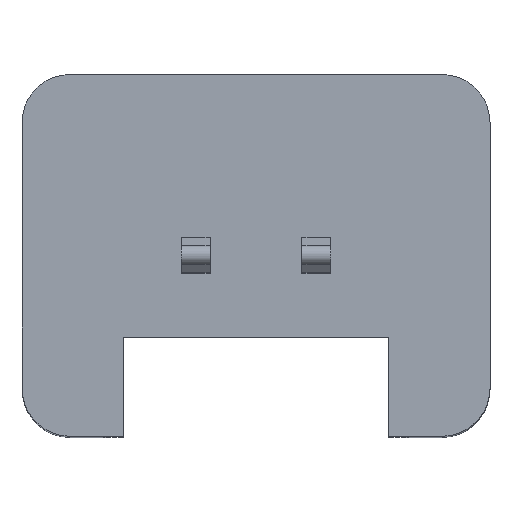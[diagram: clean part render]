
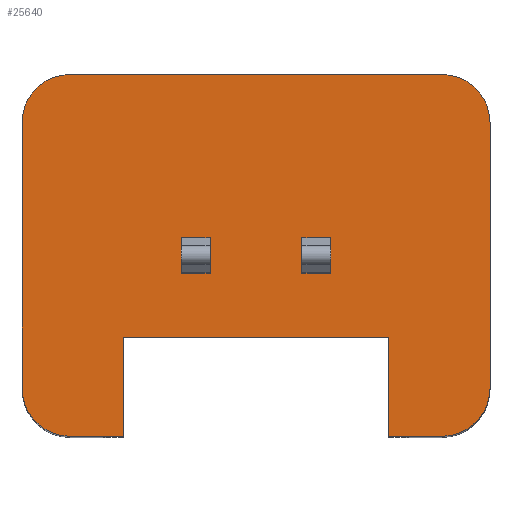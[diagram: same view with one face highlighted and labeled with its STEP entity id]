
A CAD part, top view. The second image highlights one B-rep face of the part: STEP entity #25640.
In plain terms, the highlighted planar face has unit normal (0, 0, 1).
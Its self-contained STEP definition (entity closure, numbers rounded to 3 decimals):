
#100=CARTESIAN_POINT('',(2.078,25.885,14.2));
#110=VERTEX_POINT('',#100);
#370=CARTESIAN_POINT('',(0.978,25.885,14.2));
#380=VERTEX_POINT('',#370);
#410=CARTESIAN_POINT('',(0.,25.885,14.2));
#420=DIRECTION('',(-1.,0.,0.));
#430=VECTOR('',#420,1.);
#440=LINE('',#410,#430);
#450=EDGE_CURVE('',#110,#380,#440,.T.);
#770=CARTESIAN_POINT('',(9.678,26.885,14.2));
#780=VERTEX_POINT('',#770);
#810=CARTESIAN_POINT('',(9.678,0.,14.2));
#820=DIRECTION('',(0.,1.,0.));
#830=VECTOR('',#820,1.);
#840=LINE('',#810,#830);
#850=CARTESIAN_POINT('',(9.678,32.385,14.2));
#860=VERTEX_POINT('',#850);
#870=EDGE_CURVE('',#780,#860,#840,.T.);
#1430=CARTESIAN_POINT('',(8.678,32.385,14.2));
#1440=DIRECTION('',(0.,0.,-1.));
#1450=DIRECTION('',(-1.,0.,0.));
#1460=AXIS2_PLACEMENT_3D('',#1430,#1440,#1450);
#1470=CIRCLE('',#1460,1.);
#1480=CARTESIAN_POINT('',(8.678,33.385,14.2));
#1490=VERTEX_POINT('',#1480);
#1500=EDGE_CURVE('',#1490,#860,#1470,.T.);
#1720=CARTESIAN_POINT('',(7.578,25.885,14.2));
#1730=VERTEX_POINT('',#1720);
#2040=CARTESIAN_POINT('',(7.578,27.935,14.2));
#2050=VERTEX_POINT('',#2040);
#2080=CARTESIAN_POINT('',(7.578,0.,14.2));
#2090=DIRECTION('',(0.,1.,0.));
#2100=VECTOR('',#2090,1.);
#2110=LINE('',#2080,#2100);
#2120=EDGE_CURVE('',#1730,#2050,#2110,.T.);
#2230=CARTESIAN_POINT('',(2.078,0.,14.2));
#2240=DIRECTION('',(0.,-1.,0.));
#2250=VECTOR('',#2240,1.);
#2260=LINE('',#2230,#2250);
#2270=CARTESIAN_POINT('',(2.078,27.935,14.2));
#2280=VERTEX_POINT('',#2270);
#2290=EDGE_CURVE('',#2280,#110,#2260,.T.);
#2830=CARTESIAN_POINT('',(3.278,29.27,14.2));
#2840=VERTEX_POINT('',#2830);
#2870=CARTESIAN_POINT('',(3.278,0.,14.2));
#2880=DIRECTION('',(0.,-1.,0.));
#2890=VECTOR('',#2880,1.);
#2900=LINE('',#2870,#2890);
#2910=CARTESIAN_POINT('',(3.278,30.,14.2));
#2920=VERTEX_POINT('',#2910);
#2930=EDGE_CURVE('',#2920,#2840,#2900,.T.);
#3850=CARTESIAN_POINT('',(3.878,29.27,14.2));
#3860=VERTEX_POINT('',#3850);
#3890=CARTESIAN_POINT('',(0.,29.27,14.2));
#3900=DIRECTION('',(1.,0.,0.));
#3910=VECTOR('',#3900,1.);
#3920=LINE('',#3890,#3910);
#3930=EDGE_CURVE('',#2840,#3860,#3920,.T.);
#4100=CARTESIAN_POINT('',(0.,30.,14.2));
#4110=DIRECTION('',(-1.,0.,0.));
#4120=VECTOR('',#4110,1.);
#4130=LINE('',#4100,#4120);
#4140=CARTESIAN_POINT('',(3.878,30.,14.2));
#4150=VERTEX_POINT('',#4140);
#4160=EDGE_CURVE('',#4150,#2920,#4130,.T.);
#4720=CARTESIAN_POINT('',(3.878,0.,14.2));
#4730=DIRECTION('',(0.,1.,0.));
#4740=VECTOR('',#4730,1.);
#4750=LINE('',#4720,#4740);
#4760=EDGE_CURVE('',#3860,#4150,#4750,.T.);
#7290=CARTESIAN_POINT('',(5.778,29.27,14.2));
#7300=VERTEX_POINT('',#7290);
#7380=CARTESIAN_POINT('',(6.378,29.27,14.2));
#7390=VERTEX_POINT('',#7380);
#7420=CARTESIAN_POINT('',(0.,29.27,14.2));
#7430=DIRECTION('',(1.,0.,0.));
#7440=VECTOR('',#7430,1.);
#7450=LINE('',#7420,#7440);
#7460=EDGE_CURVE('',#7300,#7390,#7450,.T.);
#7650=CARTESIAN_POINT('',(5.778,0.,14.2));
#7660=DIRECTION('',(0.,-1.,0.));
#7670=VECTOR('',#7660,1.);
#7680=LINE('',#7650,#7670);
#7690=CARTESIAN_POINT('',(5.778,30.,14.2));
#7700=VERTEX_POINT('',#7690);
#7710=EDGE_CURVE('',#7700,#7300,#7680,.T.);
#7970=CARTESIAN_POINT('',(0.,30.,14.2));
#7980=DIRECTION('',(-1.,0.,0.));
#7990=VECTOR('',#7980,1.);
#8000=LINE('',#7970,#7990);
#8010=CARTESIAN_POINT('',(6.378,30.,14.2));
#8020=VERTEX_POINT('',#8010);
#8030=EDGE_CURVE('',#8020,#7700,#8000,.T.);
#8320=CARTESIAN_POINT('',(6.378,0.,14.2));
#8330=DIRECTION('',(0.,1.,0.));
#8340=VECTOR('',#8330,1.);
#8350=LINE('',#8320,#8340);
#8360=EDGE_CURVE('',#7390,#8020,#8350,.T.);
#9120=CARTESIAN_POINT('',(0.978,32.385,14.2));
#9130=DIRECTION('',(0.,0.,-1.));
#9140=DIRECTION('',(-1.,0.,0.));
#9150=AXIS2_PLACEMENT_3D('',#9120,#9130,#9140);
#9160=CIRCLE('',#9150,1.);
#9170=CARTESIAN_POINT('',(-0.022,32.385,14.2));
#9180=VERTEX_POINT('',#9170);
#9190=CARTESIAN_POINT('',(0.978,33.385,14.2));
#9200=VERTEX_POINT('',#9190);
#9210=EDGE_CURVE('',#9180,#9200,#9160,.T.);
#12000=CARTESIAN_POINT('',(0.,33.385,14.2));
#12010=DIRECTION('',(1.,0.,0.));
#12020=VECTOR('',#12010,1.);
#12030=LINE('',#12000,#12020);
#12040=EDGE_CURVE('',#9200,#1490,#12030,.T.);
#22760=CARTESIAN_POINT('',(8.678,25.885,14.2));
#22770=VERTEX_POINT('',#22760);
#22900=CARTESIAN_POINT('',(0.,25.885,14.2));
#22910=DIRECTION('',(1.,0.,0.));
#22920=VECTOR('',#22910,1.);
#22930=LINE('',#22900,#22920);
#22940=EDGE_CURVE('',#1730,#22770,#22930,.T.);
#24010=CARTESIAN_POINT('',(0.,27.935,14.2));
#24020=DIRECTION('',(-1.,0.,0.));
#24030=VECTOR('',#24020,1.);
#24040=LINE('',#24010,#24030);
#24050=EDGE_CURVE('',#2050,#2280,#24040,.T.);
#24200=CARTESIAN_POINT('',(-0.022,26.885,14.2));
#24210=VERTEX_POINT('',#24200);
#24240=CARTESIAN_POINT('',(0.978,26.885,14.2));
#24250=DIRECTION('',(0.,0.,-1.));
#24260=DIRECTION('',(-1.,0.,0.));
#24270=AXIS2_PLACEMENT_3D('',#24240,#24250,#24260);
#24280=CIRCLE('',#24270,1.);
#24290=EDGE_CURVE('',#380,#24210,#24280,.T.);
#25170=CARTESIAN_POINT('',(8.678,26.885,14.2));
#25180=DIRECTION('',(0.,0.,-1.));
#25190=DIRECTION('',(-1.,0.,0.));
#25200=AXIS2_PLACEMENT_3D('',#25170,#25180,#25190);
#25210=CIRCLE('',#25200,1.);
#25220=EDGE_CURVE('',#780,#22770,#25210,.T.);
#25280=CARTESIAN_POINT('',(9.776,32.353,14.2));
#25290=DIRECTION('',(0.,0.,1.));
#25300=DIRECTION('',(1.,0.,0.));
#25310=AXIS2_PLACEMENT_3D('',#25280,#25290,#25300);
#25320=PLANE('',#25310);
#25330=ORIENTED_EDGE('',*,*,#24050,.F.);
#25340=ORIENTED_EDGE('',*,*,#2290,.F.);
#25350=ORIENTED_EDGE('',*,*,#450,.F.);
#25360=ORIENTED_EDGE('',*,*,#24290,.F.);
#25370=CARTESIAN_POINT('',(-0.022,0.,14.2));
#25380=DIRECTION('',(0.,-1.,0.));
#25390=VECTOR('',#25380,1.);
#25400=LINE('',#25370,#25390);
#25410=EDGE_CURVE('',#9180,#24210,#25400,.T.);
#25420=ORIENTED_EDGE('',*,*,#25410,.T.);
#25430=ORIENTED_EDGE('',*,*,#9210,.F.);
#25440=ORIENTED_EDGE('',*,*,#12040,.F.);
#25450=ORIENTED_EDGE('',*,*,#1500,.F.);
#25460=ORIENTED_EDGE('',*,*,#870,.T.);
#25470=ORIENTED_EDGE('',*,*,#25220,.F.);
#25480=ORIENTED_EDGE('',*,*,#22940,.T.);
#25490=ORIENTED_EDGE('',*,*,#2120,.F.);
#25500=EDGE_LOOP('',(#25490,#25480,#25470,#25460,#25450,#25440,#25430,
#25420,#25360,#25350,#25340,#25330));
#25510=FACE_OUTER_BOUND('',#25500,.T.);
#25520=ORIENTED_EDGE('',*,*,#2930,.F.);
#25530=ORIENTED_EDGE('',*,*,#3930,.F.);
#25540=ORIENTED_EDGE('',*,*,#4760,.F.);
#25550=ORIENTED_EDGE('',*,*,#4160,.F.);
#25560=EDGE_LOOP('',(#25550,#25540,#25530,#25520));
#25570=FACE_BOUND('',#25560,.T.);
#25580=ORIENTED_EDGE('',*,*,#8360,.F.);
#25590=ORIENTED_EDGE('',*,*,#8030,.F.);
#25600=ORIENTED_EDGE('',*,*,#7710,.F.);
#25610=ORIENTED_EDGE('',*,*,#7460,.F.);
#25620=EDGE_LOOP('',(#25610,#25600,#25590,#25580));
#25630=FACE_BOUND('',#25620,.T.);
#25640=ADVANCED_FACE('',(#25510,#25570,#25630),#25320,.T.);
